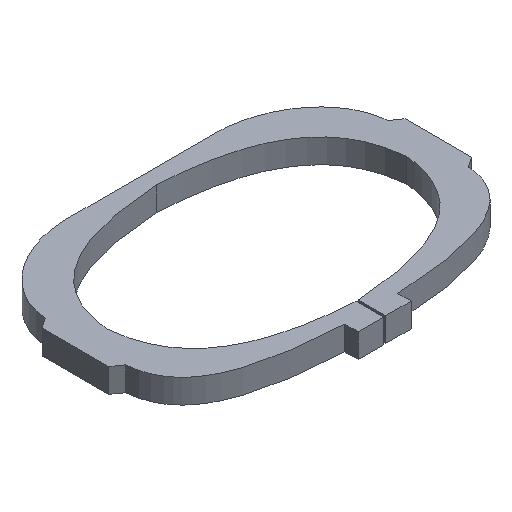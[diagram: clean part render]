
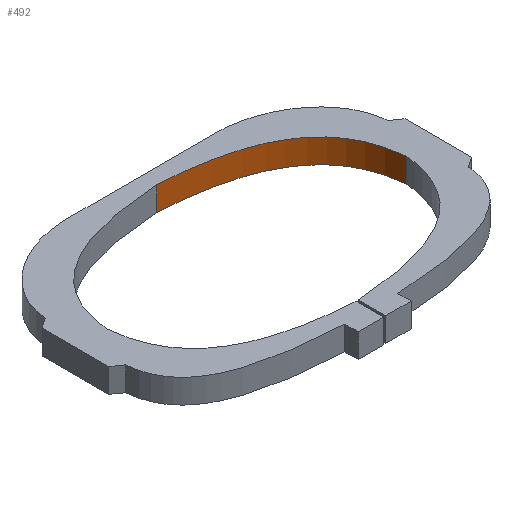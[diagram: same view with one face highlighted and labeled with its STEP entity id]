
A CAD part, isometric view. The second image highlights one B-rep face of the part: STEP entity #492.
In plain terms, the highlighted free-form (B-spline) face has degree [3, 1] with [7, 2] control points.
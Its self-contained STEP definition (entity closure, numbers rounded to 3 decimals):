
#25=B_SPLINE_SURFACE_WITH_KNOTS('',3,1,((#927,#928),(#929,#930),(#931,#932),
(#933,#934),(#935,#936),(#937,#938),(#939,#940)),
 .SURF_OF_LINEAR_EXTRUSION.,.F.,.F.,.F.,(4,1,1,1,4),(2,2),(0.,0.25,0.5,
0.75,1.),(0.,1.),.UNSPECIFIED.);
#86=LINE('',#926,#139);
#87=LINE('',#941,#140);
#139=VECTOR('',#611,1000.);
#140=VECTOR('',#612,1000.);
#268=ORIENTED_EDGE('',*,*,#304,.T.);
#269=ORIENTED_EDGE('',*,*,#346,.T.);
#270=ORIENTED_EDGE('',*,*,#302,.T.);
#271=ORIENTED_EDGE('',*,*,#347,.F.);
#302=EDGE_CURVE('',#350,#371,#398,.T.);
#304=EDGE_CURVE('',#374,#372,#400,.F.);
#346=EDGE_CURVE('',#372,#350,#86,.T.);
#347=EDGE_CURVE('',#374,#371,#87,.T.);
#350=VERTEX_POINT('',#620);
#371=VERTEX_POINT('',#710);
#372=VERTEX_POINT('',#718);
#374=VERTEX_POINT('',#723);
#398=(
BOUNDED_CURVE()
B_SPLINE_CURVE(2,(#711,#712,#713),.UNSPECIFIED.,.F.,.F.)
B_SPLINE_CURVE_WITH_KNOTS((3,3),(0.,1.),.UNSPECIFIED.)
CURVE()
GEOMETRIC_REPRESENTATION_ITEM()
RATIONAL_B_SPLINE_CURVE((1.,1.035,1.))
REPRESENTATION_ITEM('')
);
#400=(
BOUNDED_CURVE()
B_SPLINE_CURVE(2,(#720,#721,#722),.UNSPECIFIED.,.F.,.F.)
B_SPLINE_CURVE_WITH_KNOTS((3,3),(0.,1.),.UNSPECIFIED.)
CURVE()
GEOMETRIC_REPRESENTATION_ITEM()
RATIONAL_B_SPLINE_CURVE((1.,1.035,1.))
REPRESENTATION_ITEM('')
);
#425=EDGE_LOOP('',(#268,#269,#270,#271));
#450=FACE_BOUND('',#425,.T.);
#492=ADVANCED_FACE('',(#450),#25,.F.);
#611=DIRECTION('',(0.,0.,1.));
#612=DIRECTION('',(0.,0.,1.));
#620=CARTESIAN_POINT('',(119.557,-0.9,-31.));
#710=CARTESIAN_POINT('',(88.527,19.909,-31.));
#711=CARTESIAN_POINT('',(119.557,-0.9,-31.));
#712=CARTESIAN_POINT('',(117.974,18.281,-31.));
#713=CARTESIAN_POINT('',(88.527,19.909,-31.));
#718=CARTESIAN_POINT('',(119.557,-0.9,-36.));
#720=CARTESIAN_POINT('',(119.557,-0.9,-36.));
#721=CARTESIAN_POINT('',(117.974,18.281,-36.));
#722=CARTESIAN_POINT('',(88.527,19.909,-36.));
#723=CARTESIAN_POINT('',(88.527,19.909,-36.));
#926=CARTESIAN_POINT('',(119.557,-0.9,-42.956));
#927=CARTESIAN_POINT('',(119.557,-0.9,-36.));
#928=CARTESIAN_POINT('',(119.557,-0.9,-31.));
#929=CARTESIAN_POINT('',(119.284,2.409,-36.));
#930=CARTESIAN_POINT('',(119.284,2.409,-31.));
#931=CARTESIAN_POINT('',(117.596,8.127,-36.));
#932=CARTESIAN_POINT('',(117.596,8.127,-31.));
#933=CARTESIAN_POINT('',(111.705,14.332,-36.));
#934=CARTESIAN_POINT('',(111.705,14.332,-31.));
#935=CARTESIAN_POINT('',(102.348,18.353,-36.));
#936=CARTESIAN_POINT('',(102.348,18.353,-31.));
#937=CARTESIAN_POINT('',(93.607,19.628,-36.));
#938=CARTESIAN_POINT('',(93.607,19.628,-31.));
#939=CARTESIAN_POINT('',(88.527,19.909,-36.));
#940=CARTESIAN_POINT('',(88.527,19.909,-31.));
#941=CARTESIAN_POINT('',(88.527,19.909,-42.956));
